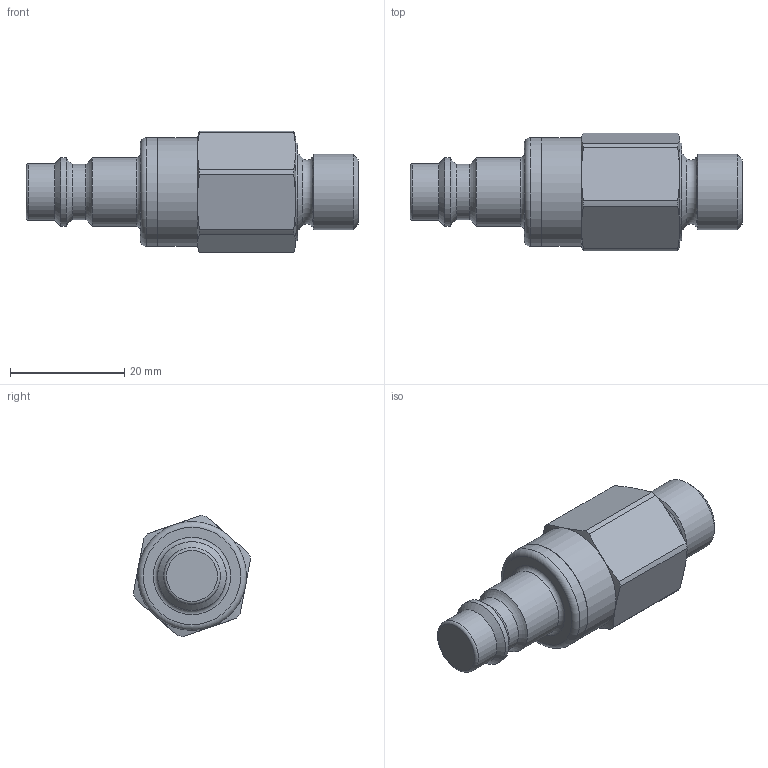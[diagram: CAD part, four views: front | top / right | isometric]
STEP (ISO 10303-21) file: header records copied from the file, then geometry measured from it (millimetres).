
FILE_DESCRIPTION((''),'2;1');
FILE_NAME('25slaw13evx.stp','2013-01-29T13:47:57',('IA176480'),(''),'Autodesk Inventor 2011','Autodesk Inventor 2011','');
FILE_SCHEMA(('AUTOMOTIVE_DESIGN { 1 0 10303 214 1 1 1 1 }'));
Length unit declared in the file: millimetre
Products named in the file (1): D105797
Bounding box: 58 x 20.51 x 21.18 mm (x, y, z)
Volume: 11402.7 mm3; surface area: 3942.5 mm2
Topology: 1 solids, 3 shells, 54 faces, 113 edges, 68 vertices
Faces by surface type: cylinder 18, plane 15, cone 13, torus 8
Full cylindrical faces by diameter (mm): 9.75 x1, 9.9 x1, 12 x2, 13.157 x1, 14.5 x1, 15.373 x1, 16 x2, 17 x1, 18.95 x1, 19 x1
Entity records: 1301 total; most frequent: CARTESIAN_POINT 237, DIRECTION 226, ORIENTED_EDGE 164, AXIS2_PLACEMENT_3D 107, EDGE_LOOP 88, EDGE_CURVE 82, VERTEX_POINT 64, FACE_OUTER_BOUND 54
